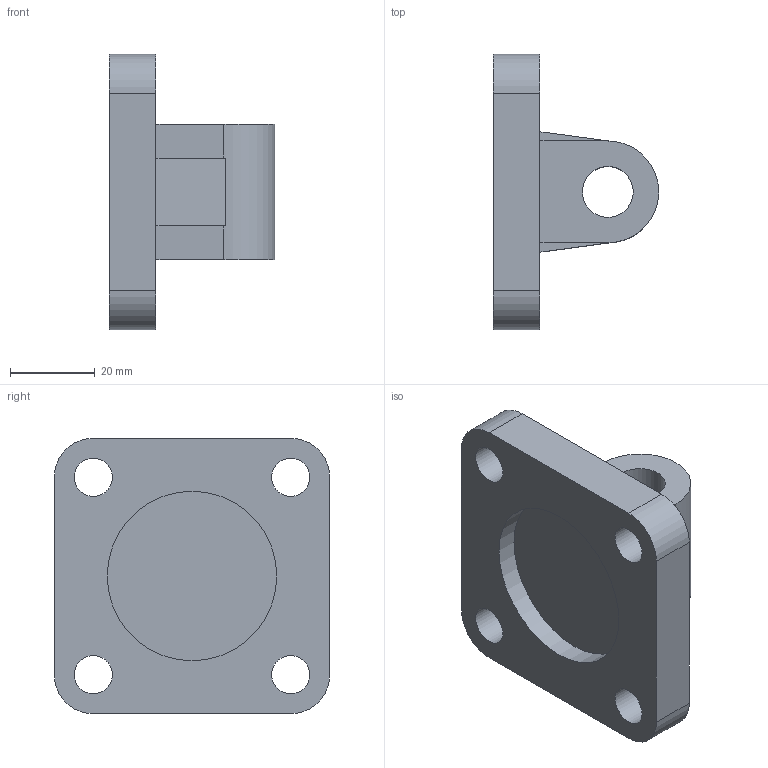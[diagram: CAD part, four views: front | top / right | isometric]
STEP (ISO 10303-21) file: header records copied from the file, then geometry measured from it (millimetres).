
FILE_DESCRIPTION( ( 'STEP AP214' ), '1' );
FILE_NAME( 'Male Hinge (MP4) CRM50A00S(00S).stp', '2020-05-11T09:57:16', ( 'License CC BY-ND 4.0' ), ( 'CADENAS' ), ' ', 'PARTsolutions', ' ' );
FILE_SCHEMA( ( 'AUTOMOTIVE_DESIGN { 1 0 10303 214 1 1 1 1 }' ) );
Length unit declared in the file: millimetre
Products named in the file (2): Male Hinge (MP4) CRM50A00S(00S); _Male hinge (MP4) CRM50A00s_1
Assembly tree (1 placements, depth 2):
  Male Hinge (MP4) CRM50A00S(00S)
    _Male hinge (MP4) CRM50A00s_1
Bounding box: 39 x 65 x 65 mm (x, y, z)
Volume: 51443.4 mm3; surface area: 16304.1 mm2
Topology: 1 solids, 1 shells, 38 faces, 90 edges, 60 vertices
Faces by surface type: plane 23, cylinder 15
Full cylindrical faces by diameter (mm): 9 x4, 12 x1, 14 x4, 40 x1
Entity records: 1420 total; most frequent: DIRECTION 194, CARTESIAN_POINT 180, ORIENTED_EDGE 160, EDGE_CURVE 80, AXIS2_PLACEMENT_3D 74, EDGE_LOOP 64, VERTEX_POINT 60, FACE_OUTER_BOUND 48
